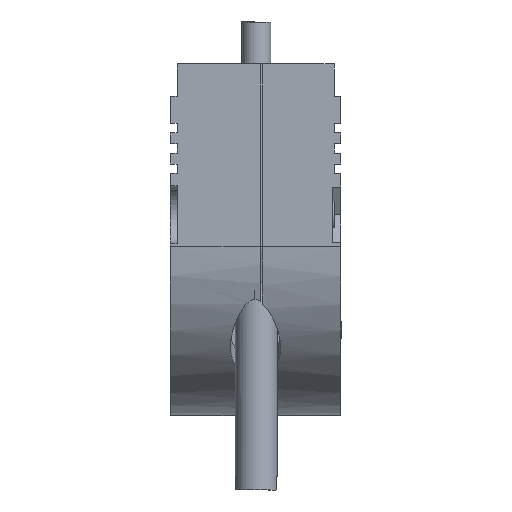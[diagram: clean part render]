
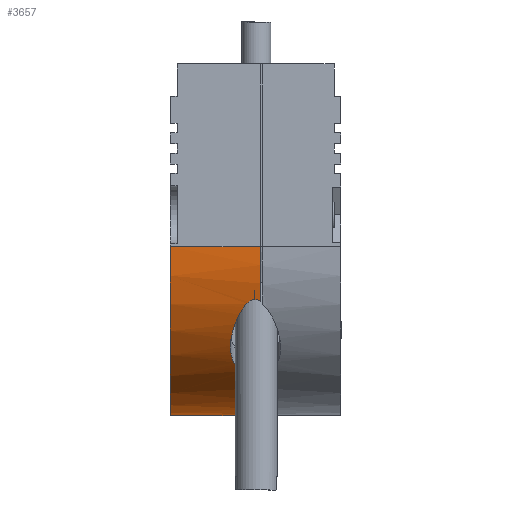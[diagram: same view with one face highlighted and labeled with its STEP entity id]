
A CAD part, left-side view. The second image highlights one B-rep face of the part: STEP entity #3657.
In plain terms, the highlighted cylindrical face has radius 15.875 mm (diameter 31.75 mm), a partial arc.
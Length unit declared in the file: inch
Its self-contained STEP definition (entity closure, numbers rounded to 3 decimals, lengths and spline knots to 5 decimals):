
#43 = ORIENTED_EDGE ( 'NONE', *, *, #2475, .T. ) ;
#86 = ORIENTED_EDGE ( 'NONE', *, *, #3675, .F. ) ;
#305 = B_SPLINE_CURVE_WITH_KNOTS ( 'NONE', 3,
 ( #1719, #3496, #2412, #9632, #5912, #5966, #7683, #2579, #1596, #6870, #6986, #737, #7791, #9519, #6763, #10261, #10475, #10418, #3275, #8771, #9410, #10360, #8659, #2517, #4243, #3435, #2642, #6076, #6136, #7739, #6016, #1657 ),
 .UNSPECIFIED., .F., .F.,
 ( 4, 2, 2, 2, 2, 2, 2, 2, 2, 2, 2, 2, 2, 2, 2, 4 ),
 ( 0.00051, 0.00084, 0.00117, 0.00182, 0.00248, 0.00313, 0.00444, 0.00509, 0.00574, 0.00705, 0.00836, 0.00901, 0.00967, 0.01032, 0.01065, 0.01098 ),
 .UNSPECIFIED. ) ;
#311 = CIRCLE ( 'NONE', #2902, 0.625 ) ;
#351 = CARTESIAN_POINT ( 'NONE',  ( 0.21125, 0., -1.14344 ) ) ;
#366 = CARTESIAN_POINT ( 'NONE',  ( 0.03375, 0., -0.87761 ) ) ;
#687 = DIRECTION ( 'NONE',  ( 0., -1., 0. ) ) ;
#737 = CARTESIAN_POINT ( 'NONE',  ( 0.15983, 0.10393, -1.09272 ) ) ;
#803 = LINE ( 'NONE', #4307, #3661 ) ;
#809 = CARTESIAN_POINT ( 'NONE',  ( 0.625, 0., -0.675 ) ) ;
#851 = B_SPLINE_CURVE_WITH_KNOTS ( 'NONE', 3,
 ( #9955, #4738, #1403, #366 ),
 .UNSPECIFIED., .F., .F.,
 ( 4, 4 ),
 ( 0.01098, 0.01152 ),
 .UNSPECIFIED. ) ;
#1034 = DIRECTION ( 'NONE',  ( 0., 0., 1. ) ) ;
#1403 = CARTESIAN_POINT ( 'NONE',  ( 0.03242, 0.00592, -0.87371 ) ) ;
#1519 = EDGE_LOOP ( 'NONE', ( #3779, #7899, #1591, #43, #9678, #5041, #86, #5859 ) ) ;
#1550 = B_SPLINE_CURVE_WITH_KNOTS ( 'NONE', 3,
 ( #351, #7359, #7832, #2087 ),
 .UNSPECIFIED., .F., .F.,
 ( 4, 4 ),
 ( 0., 0.00051 ),
 .UNSPECIFIED. ) ;
#1591 = ORIENTED_EDGE ( 'NONE', *, *, #9705, .T. ) ;
#1596 = CARTESIAN_POINT ( 'NONE',  ( 0.19141, 0.07982, -1.12519 ) ) ;
#1657 = CARTESIAN_POINT ( 'NONE',  ( 0.03152, 0.02, -0.87099 ) ) ;
#1719 = CARTESIAN_POINT ( 'NONE',  ( 0.21348, 0.02, -1.1454 ) ) ;
#1833 = DIRECTION ( 'NONE',  ( 0., -1., 0. ) ) ;
#1907 = DIRECTION ( 'NONE',  ( 0., 0., 1. ) ) ;
#1911 = EDGE_CURVE ( 'NONE', #11103, #4724, #3349, .T. ) ;
#2087 = CARTESIAN_POINT ( 'NONE',  ( 0.21348, 0.02, -1.1454 ) ) ;
#2208 = AXIS2_PLACEMENT_3D ( 'NONE', #4480, #7279, #1034 ) ;
#2362 = CARTESIAN_POINT ( 'NONE',  ( 0., 0., -0.675 ) ) ;
#2412 = CARTESIAN_POINT ( 'NONE',  ( 0.21316, 0.02867, -1.14512 ) ) ;
#2475 = EDGE_CURVE ( 'NONE', #10620, #11103, #851, .T. ) ;
#2517 = CARTESIAN_POINT ( 'NONE',  ( 0.04635, 0.07002, -0.91131 ) ) ;
#2579 = CARTESIAN_POINT ( 'NONE',  ( 0.19604, 0.07412, -1.12959 ) ) ;
#2618 = VECTOR ( 'NONE', #1833, 39.37008 ) ;
#2642 = CARTESIAN_POINT ( 'NONE',  ( 0.03638, 0.05013, -0.88519 ) ) ;
#2746 = CARTESIAN_POINT ( 'NONE',  ( 0.625, 0.3325, -0.675 ) ) ;
#2820 = LINE ( 'NONE', #9002, #2618 ) ;
#2902 = AXIS2_PLACEMENT_3D ( 'NONE', #2919, #4689, #7323 ) ;
#2919 = CARTESIAN_POINT ( 'NONE',  ( 0.625, 0.3325, -0.675 ) ) ;
#3008 = CARTESIAN_POINT ( 'NONE',  ( 0.21348, 0.02, -1.1454 ) ) ;
#3275 = CARTESIAN_POINT ( 'NONE',  ( 0.08919, 0.10515, -0.99719 ) ) ;
#3349 = CIRCLE ( 'NONE', #9754, 0.625 ) ;
#3435 = CARTESIAN_POINT ( 'NONE',  ( 0.03864, 0.05571, -0.89147 ) ) ;
#3496 = CARTESIAN_POINT ( 'NONE',  ( 0.21348, 0.02432, -1.1454 ) ) ;
#3522 = VERTEX_POINT ( 'NONE', #5478 ) ;
#3657 = ADVANCED_FACE ( 'Face4', ( #8017 ), #10581, .T. ) ;
#3661 = VECTOR ( 'NONE', #687, 39.37008 ) ;
#3675 = EDGE_CURVE ( 'Edge18', #5163, #6141, #311, .T. ) ;
#3779 = ORIENTED_EDGE ( 'NONE', *, *, #5971, .T. ) ;
#3829 = DIRECTION ( 'NONE',  ( 0., -1., 0. ) ) ;
#4243 = CARTESIAN_POINT ( 'NONE',  ( 0.04361, 0.06565, -0.90449 ) ) ;
#4307 = CARTESIAN_POINT ( 'NONE',  ( 0.625, 0.3325, -1.3 ) ) ;
#4480 = CARTESIAN_POINT ( 'NONE',  ( 0.625, 0., -0.675 ) ) ;
#4567 = CARTESIAN_POINT ( 'NONE',  ( 0.21125, 0., -1.14344 ) ) ;
#4689 = DIRECTION ( 'NONE',  ( 0., 1., 0. ) ) ;
#4724 = VERTEX_POINT ( 'NONE', #2362 ) ;
#4738 = CARTESIAN_POINT ( 'NONE',  ( 0.03152, 0.01276, -0.87099 ) ) ;
#5041 = ORIENTED_EDGE ( 'NONE', *, *, #11132, .F. ) ;
#5163 = VERTEX_POINT ( 'NONE', #6054 ) ;
#5455 = CARTESIAN_POINT ( 'NONE',  ( 0.03375, 0., -0.87761 ) ) ;
#5466 = AXIS2_PLACEMENT_3D ( 'NONE', #2746, #3829, #5504 ) ;
#5478 = CARTESIAN_POINT ( 'NONE',  ( 0.625, 0., -1.3 ) ) ;
#5504 = DIRECTION ( 'NONE',  ( 0., 0., -1. ) ) ;
#5811 = DIRECTION ( 'NONE',  ( 0., 1., 0. ) ) ;
#5859 = ORIENTED_EDGE ( 'NONE', *, *, #8250, .T. ) ;
#5912 = CARTESIAN_POINT ( 'NONE',  ( 0.21106, 0.04124, -1.14328 ) ) ;
#5966 = CARTESIAN_POINT ( 'NONE',  ( 0.20755, 0.05339, -1.14015 ) ) ;
#5971 = EDGE_CURVE ( 'NONE', #3522, #10227, #10426, .T. ) ;
#6016 = CARTESIAN_POINT ( 'NONE',  ( 0.03152, 0.02435, -0.87099 ) ) ;
#6054 = CARTESIAN_POINT ( 'NONE',  ( 0.625, 0.3325, -1.3 ) ) ;
#6076 = CARTESIAN_POINT ( 'NONE',  ( 0.0337, 0.04007, -0.87747 ) ) ;
#6136 = CARTESIAN_POINT ( 'NONE',  ( 0.03294, 0.03649, -0.87524 ) ) ;
#6141 = VERTEX_POINT ( 'NONE', #9177 ) ;
#6763 = CARTESIAN_POINT ( 'NONE',  ( 0.12746, 0.11098, -1.05336 ) ) ;
#6870 = CARTESIAN_POINT ( 'NONE',  ( 0.18137, 0.08972, -1.1153 ) ) ;
#6908 = VERTEX_POINT ( 'NONE', #3008 ) ;
#6986 = CARTESIAN_POINT ( 'NONE',  ( 0.17601, 0.09385, -1.10985 ) ) ;
#7279 = DIRECTION ( 'NONE',  ( 0., 1., 0. ) ) ;
#7323 = DIRECTION ( 'NONE',  ( 0., 0., 1. ) ) ;
#7359 = CARTESIAN_POINT ( 'NONE',  ( 0.21272, 0.00655, -1.14474 ) ) ;
#7683 = CARTESIAN_POINT ( 'NONE',  ( 0.20419, 0.0608, -1.13714 ) ) ;
#7739 = CARTESIAN_POINT ( 'NONE',  ( 0.03185, 0.02861, -0.87197 ) ) ;
#7791 = CARTESIAN_POINT ( 'NONE',  ( 0.14859, 0.10782, -1.0799 ) ) ;
#7832 = CARTESIAN_POINT ( 'NONE',  ( 0.21348, 0.01321, -1.1454 ) ) ;
#7899 = ORIENTED_EDGE ( 'NONE', *, *, #9132, .T. ) ;
#8017 = FACE_OUTER_BOUND ( 'NONE', #1519, .T. ) ;
#8250 = EDGE_CURVE ( 'Edge52', #5163, #3522, #803, .T. ) ;
#8659 = CARTESIAN_POINT ( 'NONE',  ( 0.05226, 0.07803, -0.9253 ) ) ;
#8771 = CARTESIAN_POINT ( 'NONE',  ( 0.07296, 0.09685, -0.96851 ) ) ;
#9002 = CARTESIAN_POINT ( 'NONE',  ( 0., 0.3325, -0.675 ) ) ;
#9132 = EDGE_CURVE ( 'NONE', #10227, #6908, #1550, .T. ) ;
#9177 = CARTESIAN_POINT ( 'NONE',  ( 0., 0.3325, -0.675 ) ) ;
#9410 = CARTESIAN_POINT ( 'NONE',  ( 0.06549, 0.09151, -0.95396 ) ) ;
#9490 = CARTESIAN_POINT ( 'NONE',  ( 0.03152, 0.02, -0.87099 ) ) ;
#9519 = CARTESIAN_POINT ( 'NONE',  ( 0.13266, 0.11057, -1.0601 ) ) ;
#9632 = CARTESIAN_POINT ( 'NONE',  ( 0.21195, 0.03711, -1.14406 ) ) ;
#9678 = ORIENTED_EDGE ( 'NONE', *, *, #1911, .T. ) ;
#9705 = EDGE_CURVE ( 'NONE', #6908, #10620, #305, .T. ) ;
#9754 = AXIS2_PLACEMENT_3D ( 'NONE', #809, #5811, #1907 ) ;
#9955 = CARTESIAN_POINT ( 'NONE',  ( 0.03152, 0.02, -0.87099 ) ) ;
#10227 = VERTEX_POINT ( 'NONE', #4567 ) ;
#10261 = CARTESIAN_POINT ( 'NONE',  ( 0.1173, 0.11097, -1.0396 ) ) ;
#10360 = CARTESIAN_POINT ( 'NONE',  ( 0.05543, 0.08164, -0.93243 ) ) ;
#10418 = CARTESIAN_POINT ( 'NONE',  ( 0.09798, 0.10814, -1.0114 ) ) ;
#10426 = CIRCLE ( 'NONE', #2208, 0.625 ) ;
#10475 = CARTESIAN_POINT ( 'NONE',  ( 0.11231, 0.11053, -1.03256 ) ) ;
#10581 = CYLINDRICAL_SURFACE ( 'NONE', #5466, 0.625 ) ;
#10620 = VERTEX_POINT ( 'NONE', #9490 ) ;
#11103 = VERTEX_POINT ( 'NONE', #5455 ) ;
#11132 = EDGE_CURVE ( 'NONE', #6141, #4724, #2820, .T. ) ;
